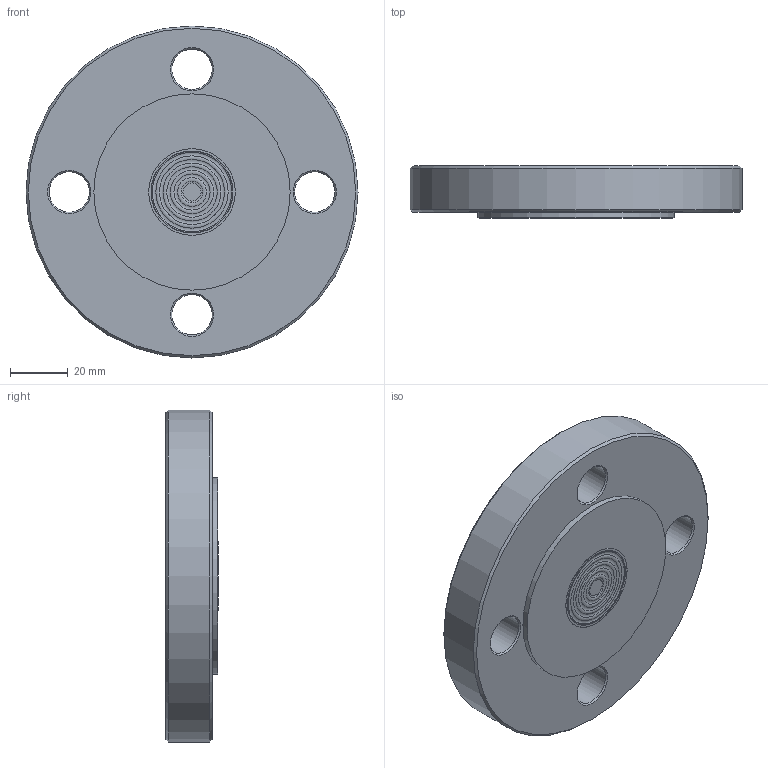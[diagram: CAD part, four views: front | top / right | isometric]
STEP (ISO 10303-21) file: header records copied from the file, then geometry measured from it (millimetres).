
FILE_DESCRIPTION((''),'2;1');
FILE_NAME('31333W.stp','2012-05-24T14:15:20',('ama'),(''),'Autodesk Inventor 2011','Autodesk Inventor 2011','');
FILE_SCHEMA(('AUTOMOTIVE_DESIGN { 1 0 10303 214 1 1 1 1 }'));
Length unit declared in the file: millimetre
Products named in the file (3): 31333W; 00_35_000037-5; 00_35_00_25
Assembly tree (2 placements, depth 2):
  31333W
    00_35_000037-5
    00_35_00_25
Bounding box: 115 x 18.07 x 115 mm (x, y, z)
Volume: 162021.9 mm3; surface area: 29906.9 mm2
Topology: 2 solids, 2 shells, 57 faces, 111 edges, 65 vertices
Faces by surface type: torus 24, cylinder 12, plane 11, cone 10
Full cylindrical faces by diameter (mm): 4 x1, 5.5 x1, 10.1 x1, 14 x4, 24 x1, 28 x1, 30 x1, 68 x1, 115 x1
Entity records: 1276 total; most frequent: DIRECTION 244, CARTESIAN_POINT 182, AXIS2_PLACEMENT_3D 122, ORIENTED_EDGE 120, EDGE_LOOP 120, FACE_BOUND 63, VERTEX_POINT 60, CIRCLE 60
